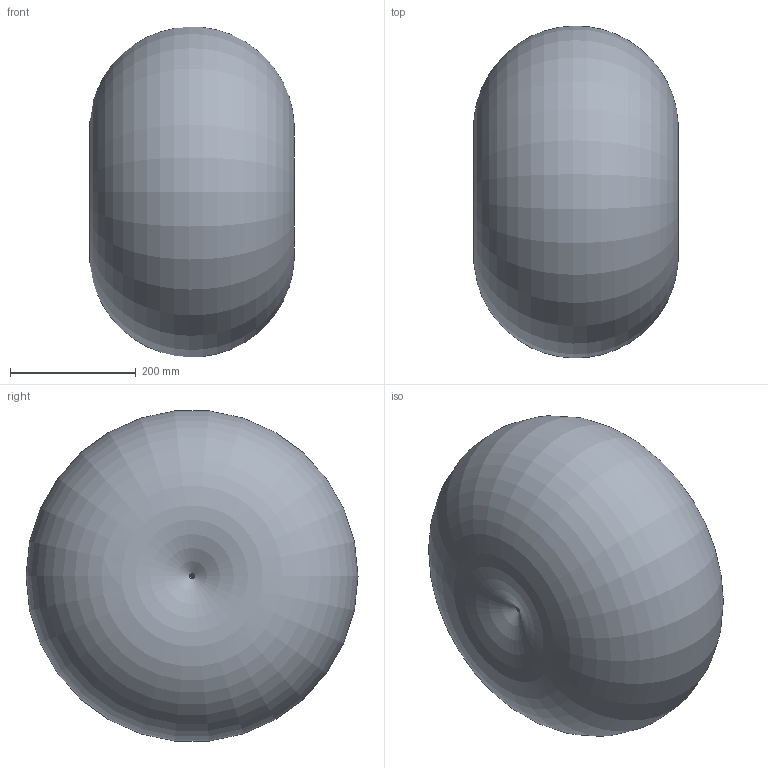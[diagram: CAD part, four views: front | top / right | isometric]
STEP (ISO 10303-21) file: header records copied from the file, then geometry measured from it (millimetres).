
FILE_DESCRIPTION(/* description */ ('Alibre Inc.'),/* implementation_level */ '2;1');
FILE_NAME(/* name */ 'export-A08BC77A-8E27-49BD-9824-85AEE2E25502',/* time_stamp */ '2020-05-19T13:01:39-07:00',/* author */ (''),/* organization */ (''),/* preprocessor_version */ 'ST-DEVELOPER v17',/* originating_system */ 'Alibre',/* authorisation */ '');
FILE_SCHEMA (('CONFIG_CONTROL_DESIGN'));
Length unit declared in the file: inch
Bounding box: 325.12 x 528.15 x 525.26 mm (x, y, z)
Volume: 53559824.4 mm3; surface area: 929794.7 mm2
Topology: 17 solids, 17 shells, 259 faces, 672 edges, 426 vertices
Faces by surface type: plane 81, cylinder 78, torus 33, cone 28, bspline 22, sphere 17
Full cylindrical faces by diameter (mm): 4.917 x2, 6.4 x1, 10 x1, 11.2 x1, 55 x1, 72 x4, 73.016 x2, 88 x2, 90 x2, 104.224 x2, 110.1 x1
Entity records: 10699 total; most frequent: CARTESIAN_POINT 4529, ORIENTED_EDGE 1162, DIRECTION 960, EDGE_CURVE 581, AXIS2_PLACEMENT_3D 417, VERTEX_POINT 392, FACE_BOUND 297, EDGE_LOOP 287
